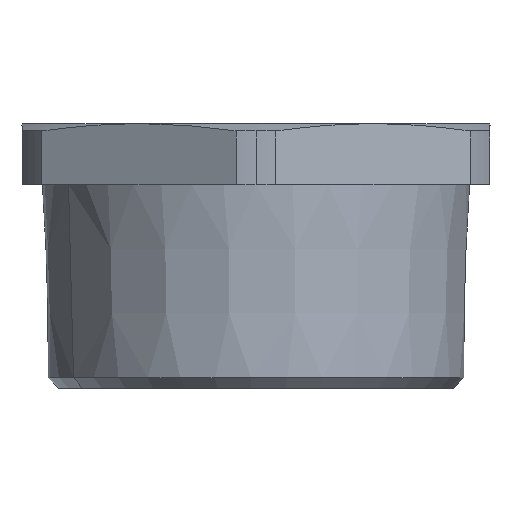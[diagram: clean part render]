
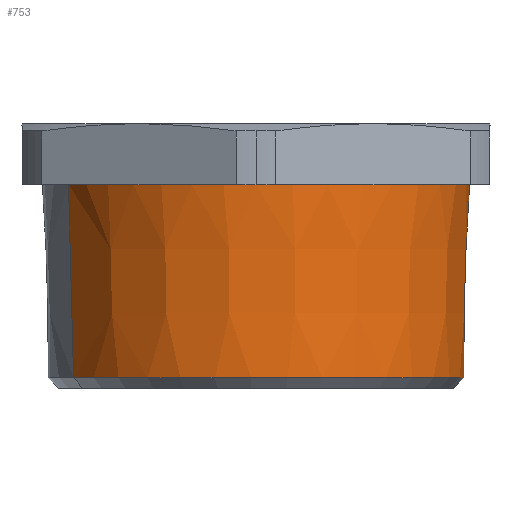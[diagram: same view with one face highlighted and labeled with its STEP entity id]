
A CAD part, front view. The second image highlights one B-rep face of the part: STEP entity #753.
In plain terms, the highlighted conical face has half-angle 1.7 degrees and reference radius 20.406 mm.
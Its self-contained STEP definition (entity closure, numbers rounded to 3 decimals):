
#614=AXIS2_PLACEMENT_3D('Circle Axis2P3D',#612,#613,$) ;
#621=AXIS2_PLACEMENT_3D('Circle Axis2P3D',#619,#620,$) ;
#712=AXIS2_PLACEMENT_3D('Cone Axis2P3D',#709,#710,#711) ;
#743=AXIS2_PLACEMENT_3D('Circle Axis2P3D',#741,#742,$) ;
#607=CARTESIAN_POINT('Vertex',(4.571,15.432,20.)) ;
#612=CARTESIAN_POINT('Axis2P3D Location',(23.,25.5,20.)) ;
#616=CARTESIAN_POINT('Vertex',(23.,4.5,20.)) ;
#619=CARTESIAN_POINT('Axis2P3D Location',(23.,25.5,20.)) ;
#623=CARTESIAN_POINT('Vertex',(41.429,35.568,20.)) ;
#709=CARTESIAN_POINT('Axis2P3D Location',(23.,25.5,0.)) ;
#714=CARTESIAN_POINT('Line Origine',(4.831,15.574,10.)) ;
#718=CARTESIAN_POINT('Vertex',(5.065,15.702,1.031)) ;
#721=CARTESIAN_POINT('Line Origine',(41.169,35.426,10.)) ;
#725=CARTESIAN_POINT('Vertex',(40.935,35.298,1.031)) ;
#741=CARTESIAN_POINT('Axis2P3D Location',(23.,25.5,1.031)) ;
#613=DIRECTION('Axis2P3D Direction',(0.,0.,-1.)) ;
#620=DIRECTION('Axis2P3D Direction',(0.,0.,-1.)) ;
#710=DIRECTION('Axis2P3D Direction',(0.,0.,1.)) ;
#711=DIRECTION('Axis2P3D XDirection',(0.878,0.479,0.)) ;
#715=DIRECTION('Vector Direction',(-0.026,-0.014,1.)) ;
#722=DIRECTION('Vector Direction',(0.026,0.014,1.)) ;
#742=DIRECTION('Axis2P3D Direction',(0.,0.,1.)) ;
#716=VECTOR('Line Direction',#715,1.) ;
#723=VECTOR('Line Direction',#722,1.) ;
#747=ORIENTED_EDGE('',*,*,#727,.T.) ;
#748=ORIENTED_EDGE('',*,*,#625,.T.) ;
#749=ORIENTED_EDGE('',*,*,#618,.T.) ;
#750=ORIENTED_EDGE('',*,*,#720,.F.) ;
#751=ORIENTED_EDGE('',*,*,#745,.T.) ;
#753=ADVANCED_FACE('PartBody',(#752),#713,.T.) ;
#615=CIRCLE('generated circle',#614,21.) ;
#622=CIRCLE('generated circle',#621,21.) ;
#744=CIRCLE('generated circle',#743,20.437) ;
#713=CONICAL_SURFACE('Cone',#712,20.406,0.03) ;
#618=EDGE_CURVE('',#617,#608,#615,.T.) ;
#625=EDGE_CURVE('',#624,#617,#622,.T.) ;
#720=EDGE_CURVE('',#719,#608,#717,.T.) ;
#727=EDGE_CURVE('',#726,#624,#724,.T.) ;
#745=EDGE_CURVE('',#719,#726,#744,.T.) ;
#746=EDGE_LOOP('',(#747,#748,#749,#750,#751)) ;
#752=FACE_OUTER_BOUND('',#746,.T.) ;
#717=LINE('Line',#714,#716) ;
#724=LINE('Line',#721,#723) ;
#608=VERTEX_POINT('',#607) ;
#617=VERTEX_POINT('',#616) ;
#624=VERTEX_POINT('',#623) ;
#719=VERTEX_POINT('',#718) ;
#726=VERTEX_POINT('',#725) ;
